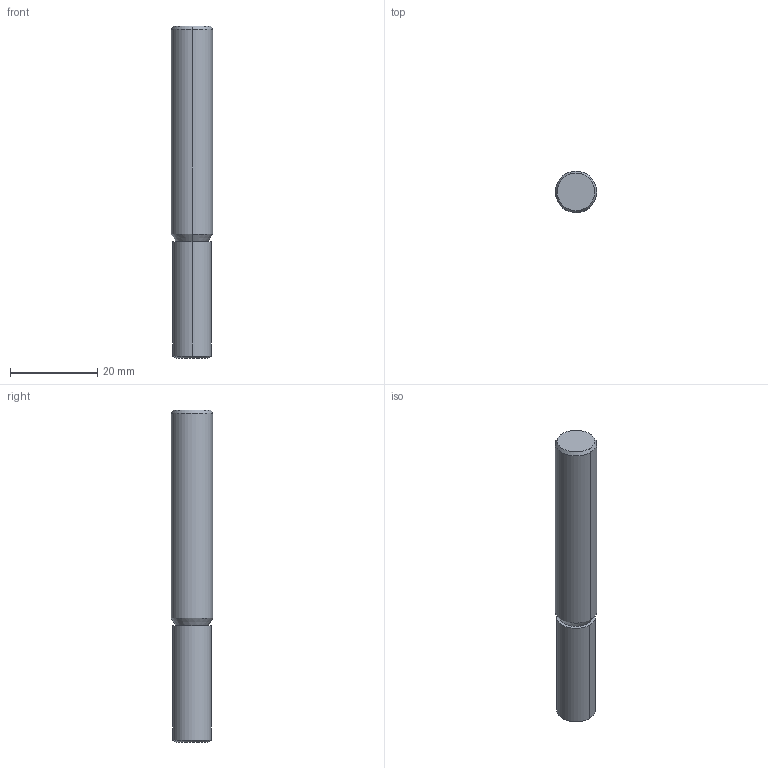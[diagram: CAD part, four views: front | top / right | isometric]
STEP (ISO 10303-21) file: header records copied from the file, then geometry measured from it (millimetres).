
FILE_DESCRIPTION(('no description'),'unknown implementation level');
FILE_NAME('solidFMEKYRuzUCHeA_KkDWJ8FBFyKgM_1.STP',' ',('CIMSOURCE GmbH'),('CADClick - KiM GmbH - www.kimweb.de'),'unknown preprocess','ACIS','unknown authorization');
FILE_SCHEMA(('automotive_design'));
Length unit declared in the file: millimetre
Products named in the file (1): 1
Bounding box: 9.53 x 9.53 x 76.2 mm (x, y, z)
Volume: 5148.9 mm3; surface area: 2362.6 mm2
Topology: 1 solids, 1 shells, 14 faces, 26 edges, 16 vertices
Faces by surface type: cone 6, cylinder 4, plane 4
Entity records: 718 total; most frequent: DIRECTION 80, CARTESIAN_POINT 61, STYLED_ITEM 57, PRESENTATION_STYLE_ASSIGNMENT 57, COLOUR_RGB 57, ORIENTED_EDGE 52, AXIS2_PLACEMENT_3D 35, EDGE_CURVE 26
